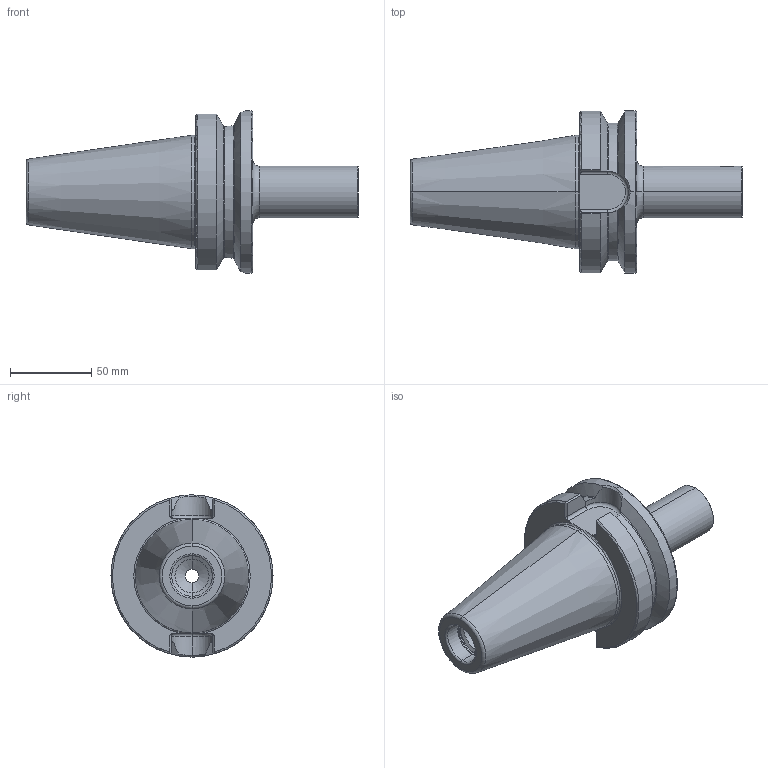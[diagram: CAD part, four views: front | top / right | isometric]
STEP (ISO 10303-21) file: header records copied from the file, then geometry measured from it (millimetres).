
FILE_DESCRIPTION (( 'STEP AP203' ), '1' );
FILE_NAME ('102.512.322.STEP', '2018-03-12T08:41:46', ( 'SWIAdmin' ), ( 'Hewlett-Packard Company' ), 'SwSTEP 2.0', 'SolidWorks 2017', '' );
FILE_SCHEMA (( 'CONFIG_CONTROL_DESIGN' ));
Length unit declared in the file: millimetre
Products named in the file (3): 102.512.322; BT5-MB3.K01.103_B; MB3-ER1.001.011_A
Assembly tree (2 placements, depth 2):
  102.512.322
    BT5-MB3.K01.103_B
    MB3-ER1.001.011_A
Bounding box: 204.8 x 100 x 100 mm (x, y, z)
Volume: 511953.8 mm3; surface area: 59445.8 mm2
Topology: 2 solids, 2 shells, 158 faces, 384 edges, 232 vertices
Faces by surface type: cylinder 50, plane 43, cone 36, torus 27, bspline 2
Entity records: 5410 total; most frequent: CARTESIAN_POINT 1461, DIRECTION 788, ORIENTED_EDGE 764, EDGE_CURVE 382, AXIS2_PLACEMENT_3D 324, VERTEX_POINT 232, EDGE_LOOP 166, CIRCLE 163
